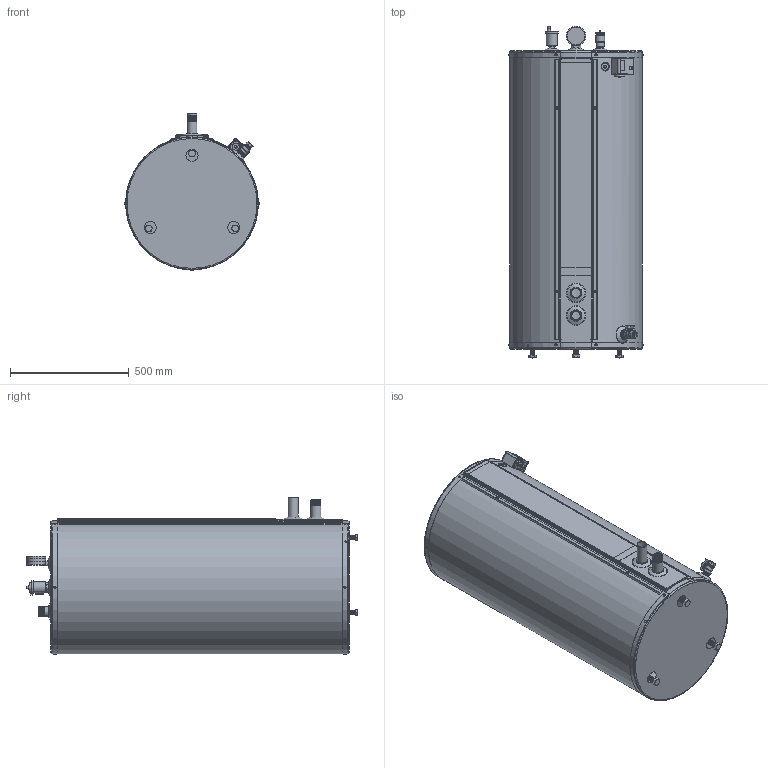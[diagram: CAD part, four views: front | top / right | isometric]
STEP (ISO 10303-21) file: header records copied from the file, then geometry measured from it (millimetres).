
FILE_DESCRIPTION (( 'STEP AP214' ), '1' );
FILE_NAME ('Turbomax 45.STEP', '2019-09-26T19:29:37', ( '' ), ( '' ), 'SwSTEP 2.0', 'SolidWorks 2019', '' );
FILE_SCHEMA (( 'AUTOMOTIVE_DESIGN' ));
Length unit declared in the file: inch
Products named in the file (1): Turbomax 45
Bounding box: 565.91 x 1400.05 x 662.24 mm (x, y, z)
Volume: 3486307 mm3; surface area: 6390626.9 mm2
Topology: 65 solids, 66 shells, 2408 faces, 5445 edges, 3216 vertices
Faces by surface type: plane 895, cone 706, cylinder 603, bspline 109, torus 81, sphere 14
Full cylindrical faces by diameter (mm): 2.381 x2, 3.566 x220, 4.039 x2, 4.763 x10, 4.826 x20, 5.08 x2, 5.105 x14, 5.588 x2, 7.62 x2, 7.937 x1, 9.474 x20, 11.113 x1, 12.065 x1, 12.7 x2, 13.97 x1, 14.097 x1, 14.288 x1, 15.037 x1, 19.05 x72, 20.93 x2, 21.59 x2, 22.225 x2, 23.012 x3, 25.4 x4, 26.67 x2, 30.353 x1, 30.607 x1, 32.131 x1, 32.69 x1, 33.338 x1
Entity records: 119096 total; most frequent: CARTESIAN_POINT 38539, DIRECTION 10090, ORIENTED_EDGE 8456, EDGE_CURVE 4228, AXIS2_PLACEMENT_3D 4021, EDGE_LOOP 3711, VERTEX_POINT 3135, FACE_OUTER_BOUND 2897
